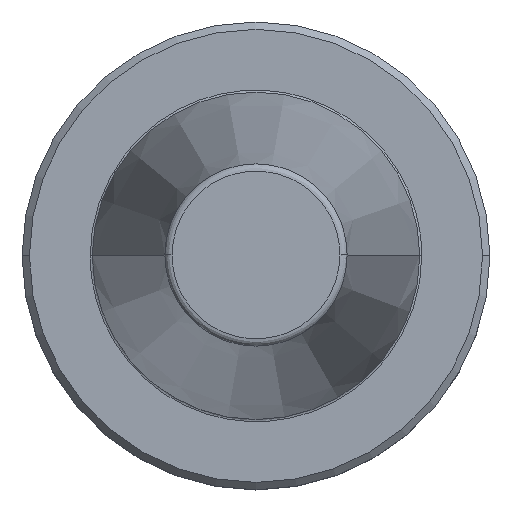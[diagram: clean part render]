
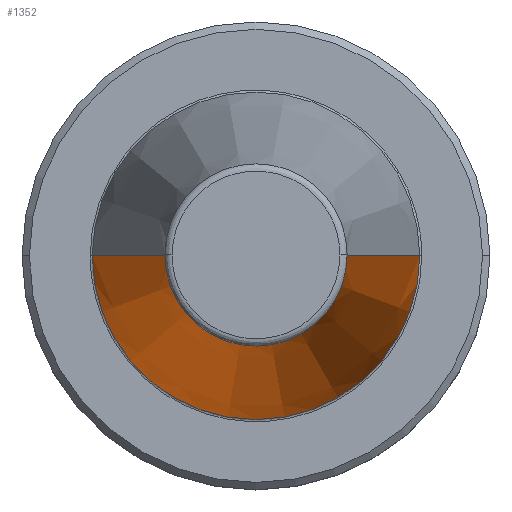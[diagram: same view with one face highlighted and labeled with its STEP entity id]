
A CAD part, top view. The second image highlights one B-rep face of the part: STEP entity #1352.
In plain terms, the highlighted conical face has half-angle 8.297 degrees and reference radius 22.225 mm.
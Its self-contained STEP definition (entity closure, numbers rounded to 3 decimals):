
#45 = ORIENTED_EDGE ( 'NONE', *, *, #782, .F. ) ;
#137 = AXIS2_PLACEMENT_3D ( 'NONE', #1451, #1448, #1453 ) ;
#150 = CARTESIAN_POINT ( 'NONE',  ( 0., 0., 0. ) ) ;
#190 = CONICAL_SURFACE ( 'NONE', #137, 22.225, 0.145 ) ;
#224 = DIRECTION ( 'NONE',  ( 1., 0., 0. ) ) ;
#241 = EDGE_CURVE ( 'NONE', #1307, #571, #1294, .T. ) ;
#255 = AXIS2_PLACEMENT_3D ( 'NONE', #150, #349, #224 ) ;
#304 = CARTESIAN_POINT ( 'NONE',  ( 22.225, 0., 0. ) ) ;
#306 = DIRECTION ( 'NONE',  ( -0.144, 0., -0.99 ) ) ;
#308 = DIRECTION ( 'NONE',  ( 0.144, 0., -0.99 ) ) ;
#320 = CARTESIAN_POINT ( 'NONE',  ( -22.225, 0., 0. ) ) ;
#349 = DIRECTION ( 'NONE',  ( 0., 0., -1. ) ) ;
#466 = ORIENTED_EDGE ( 'NONE', *, *, #241, .F. ) ;
#558 = AXIS2_PLACEMENT_3D ( 'NONE', #1327, #1200, #1068 ) ;
#565 = LINE ( 'NONE', #320, #630 ) ;
#571 = VERTEX_POINT ( 'NONE', #1437 ) ;
#608 = ORIENTED_EDGE ( 'NONE', *, *, #1509, .T. ) ;
#630 = VECTOR ( 'NONE', #306, 1000. ) ;
#775 = CARTESIAN_POINT ( 'NONE',  ( 22.225, 0., 0. ) ) ;
#782 = EDGE_CURVE ( 'NONE', #1611, #1307, #1055, .T. ) ;
#892 = CARTESIAN_POINT ( 'NONE',  ( 12.375, 0., 67.544 ) ) ;
#978 = CARTESIAN_POINT ( 'NONE',  ( -12.375, 0., 67.544 ) ) ;
#1055 = LINE ( 'NONE', #304, #1572 ) ;
#1068 = DIRECTION ( 'NONE',  ( -1., 0., 0. ) ) ;
#1200 = DIRECTION ( 'NONE',  ( 0., 0., -1. ) ) ;
#1214 = VERTEX_POINT ( 'NONE', #978 ) ;
#1294 = CIRCLE ( 'NONE', #255, 22.225 ) ;
#1307 = VERTEX_POINT ( 'NONE', #775 ) ;
#1311 = FACE_OUTER_BOUND ( 'NONE', #1521, .T. ) ;
#1327 = CARTESIAN_POINT ( 'NONE',  ( 0., 0., 67.544 ) ) ;
#1352 = ADVANCED_FACE ( 'NONE', ( #1311 ), #190, .T. ) ;
#1427 = EDGE_CURVE ( 'NONE', #1214, #571, #565, .T. ) ;
#1437 = CARTESIAN_POINT ( 'NONE',  ( -22.225, 0., 0. ) ) ;
#1448 = DIRECTION ( 'NONE',  ( 0., 0., -1. ) ) ;
#1451 = CARTESIAN_POINT ( 'NONE',  ( 0., 0., 0. ) ) ;
#1453 = DIRECTION ( 'NONE',  ( -1., 0., 0. ) ) ;
#1478 = ORIENTED_EDGE ( 'NONE', *, *, #1427, .T. ) ;
#1496 = CIRCLE ( 'NONE', #558, 12.375 ) ;
#1509 = EDGE_CURVE ( 'NONE', #1611, #1214, #1496, .T. ) ;
#1521 = EDGE_LOOP ( 'NONE', ( #45, #608, #1478, #466 ) ) ;
#1572 = VECTOR ( 'NONE', #308, 1000. ) ;
#1611 = VERTEX_POINT ( 'NONE', #892 ) ;
